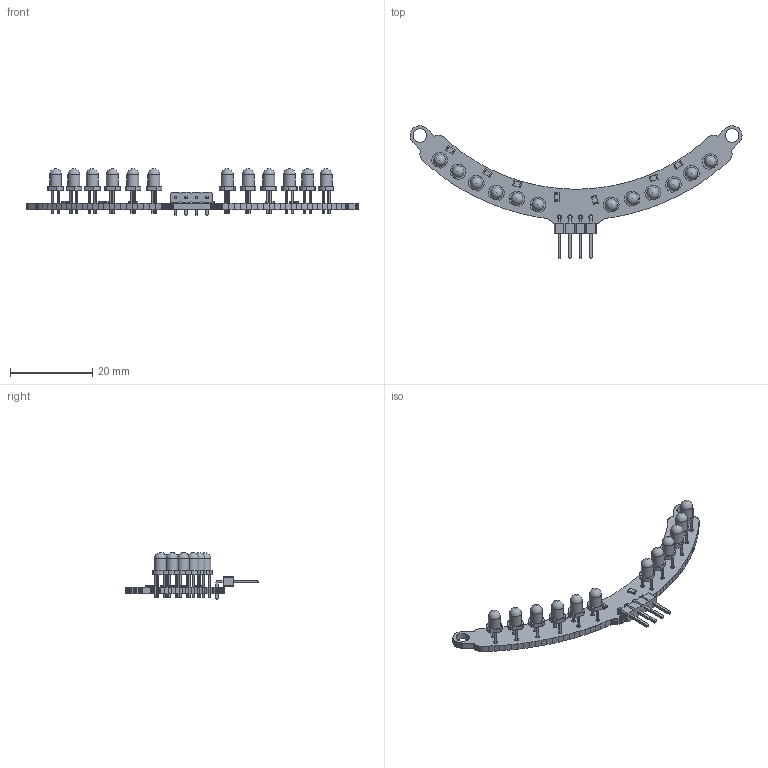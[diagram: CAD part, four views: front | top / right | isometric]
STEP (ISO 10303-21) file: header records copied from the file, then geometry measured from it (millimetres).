
FILE_DESCRIPTION(('KiCad electronic assembly'),'2;1');
FILE_NAME('Line_front.step','2025-06-09T19:24:16',('Pcbnew'),('Kicad'), 'Open CASCADE STEP processor 7.7','KiCad to STEP converter','Unknown' );
FILE_SCHEMA(('AUTOMOTIVE_DESIGN { 1 0 10303 214 1 1 1 1 }'));
Length unit declared in the file: millimetre
Products named in the file (8): Line_front 1; R_0805_2012Metric; SOLID; LED_D3.0mm_Clear; PinHeader_1x04_P2.54mm_Horizontal; Line_front PCB
Assembly tree (24 placements, depth 3):
  Line_front 1
    R_0805_2012Metric  x7
      SOLID
    LED_D3.0mm_Clear  x12
      SOLID
    PinHeader_1x04_P2.54mm_Horizontal
      SOLID
    Line_front PCB
Bounding box: 80.66 x 32.22 x 11.3 mm (x, y, z)
Volume: 1545.2 mm3; surface area: 3005.9 mm2
Topology: 21 solids, 21 shells, 728 faces, 1890 edges, 1236 vertices
Faces by surface type: plane 602, cylinder 114, sphere 12
Full cylindrical faces by diameter (mm): 0.9 x24, 1 x4, 2.9 x12, 3.3 x2
Entity records: 28426 total; most frequent: CARTESIAN_POINT 4920, DIRECTION 4146, LINE 3109, VECTOR 3109, ORIENTED_EDGE 2192, PCURVE 2192, DEFINITIONAL_REPRESENTATION 2192, EDGE_CURVE 1096
